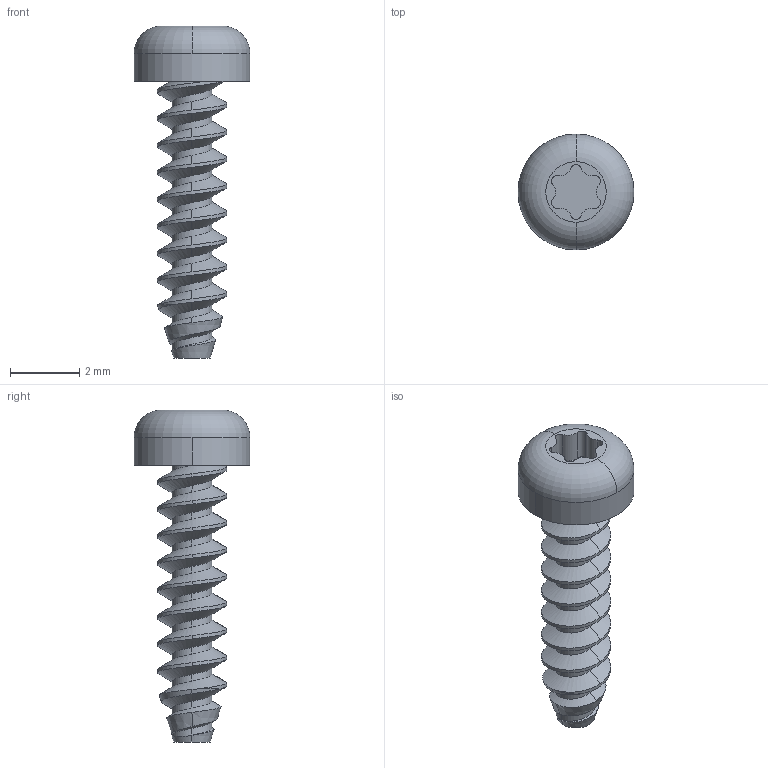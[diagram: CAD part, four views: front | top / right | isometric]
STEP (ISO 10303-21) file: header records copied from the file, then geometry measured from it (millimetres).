
FILE_DESCRIPTION (( 'STEP AP203' ), '1' );
FILE_NAME ('96817A212.step', '2013-02-13T17:05:24', ( 'Admin' ), ( 'Microsoft' ), 'SwSTEP 2.0', 'SolidWorks 2012', '' );
FILE_SCHEMA (( 'CONFIG_CONTROL_DESIGN' ));
Length unit declared in the file: millimetre
Products named in the file (1): 96817A212
Bounding box: 3.35 x 3.35 x 9.6 mm (x, y, z)
Volume: 26.1 mm3; surface area: 94.3 mm2
Topology: 1 solids, 1 shells, 89 faces, 257 edges, 172 vertices
Faces by surface type: cylinder 57, bspline 21, cone 5, plane 4, torus 2
Entity records: 4297 total; most frequent: CARTESIAN_POINT 2275, ORIENTED_EDGE 514, DIRECTION 317, EDGE_CURVE 257, VERTEX_POINT 172, AXIS2_PLACEMENT_3D 119, EDGE_LOOP 91, ADVANCED_FACE 89
